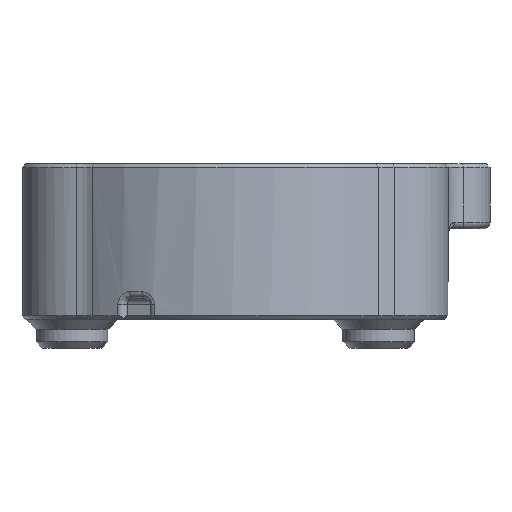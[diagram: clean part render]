
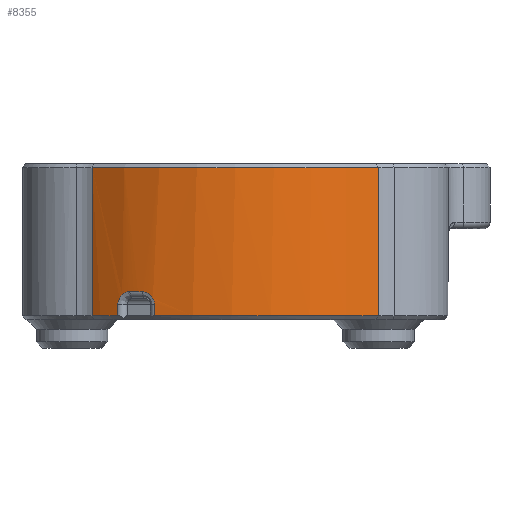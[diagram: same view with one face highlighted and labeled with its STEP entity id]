
A CAD part, left-side view. The second image highlights one B-rep face of the part: STEP entity #8355.
In plain terms, the highlighted cylindrical face has radius 35.44 mm (diameter 70.881 mm), a partial arc.
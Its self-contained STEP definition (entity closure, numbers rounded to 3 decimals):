
#289=B_SPLINE_CURVE_WITH_KNOTS('',3,(#13472,#13473,#13474,#13475,#13476),
 .UNSPECIFIED.,.F.,.F.,(4,1,4),(0.,0.136,0.318),
 .UNSPECIFIED.);
#291=B_SPLINE_CURVE_WITH_KNOTS('',3,(#13516,#13517,#13518,#13519,#13520),
 .UNSPECIFIED.,.F.,.F.,(4,1,4),(0.,0.135,0.315),
 .UNSPECIFIED.);
#382=B_SPLINE_CURVE_WITH_KNOTS('',3,(#17162,#17163,#17164,#17165),
 .UNSPECIFIED.,.F.,.F.,(4,4),(-2.34,-0.06),.UNSPECIFIED.);
#384=B_SPLINE_CURVE_WITH_KNOTS('',3,(#17172,#17173,#17174,#17175),
 .UNSPECIFIED.,.F.,.F.,(4,4),(0.06,2.34),.UNSPECIFIED.);
#610=CYLINDRICAL_SURFACE('',#8823,35.44);
#1276=FACE_OUTER_BOUND('',#1794,.T.);
#1794=EDGE_LOOP('',(#7555,#7556,#7557,#7558,#7559,#7560,#7561,#7562,#7563,
#7564));
#2383=LINE('',#13423,#3090);
#2384=LINE('',#13532,#3091);
#3090=VECTOR('',#9769,10.);
#3091=VECTOR('',#9784,10.);
#3338=CIRCLE('',#8639,35.44);
#3341=CIRCLE('',#8650,35.44);
#3423=CIRCLE('',#8806,35.44);
#3428=CIRCLE('',#8824,35.44);
#3992=VERTEX_POINT('',#13420);
#3993=VERTEX_POINT('',#13422);
#3995=VERTEX_POINT('',#13470);
#3997=VERTEX_POINT('',#13479);
#3999=VERTEX_POINT('',#13514);
#4001=VERTEX_POINT('',#13523);
#4009=VERTEX_POINT('',#13589);
#4175=VERTEX_POINT('',#16449);
#4176=VERTEX_POINT('',#16456);
#4193=VERTEX_POINT('',#17161);
#5003=EDGE_CURVE('',#3992,#3993,#2383,.T.);
#5007=EDGE_CURVE('',#3995,#3992,#289,.T.);
#5009=EDGE_CURVE('',#3997,#3995,#3338,.T.);
#5013=EDGE_CURVE('',#3999,#3997,#291,.T.);
#5015=EDGE_CURVE('',#4001,#3999,#2384,.T.);
#5030=EDGE_CURVE('',#3993,#4009,#3341,.T.);
#5305=EDGE_CURVE('',#4175,#4176,#3423,.T.);
#5349=EDGE_CURVE('',#4176,#4193,#382,.T.);
#5351=EDGE_CURVE('',#4193,#4001,#3428,.T.);
#5352=EDGE_CURVE('',#4009,#4175,#384,.T.);
#7555=ORIENTED_EDGE('',*,*,#5015,.F.);
#7556=ORIENTED_EDGE('',*,*,#5351,.F.);
#7557=ORIENTED_EDGE('',*,*,#5349,.F.);
#7558=ORIENTED_EDGE('',*,*,#5305,.F.);
#7559=ORIENTED_EDGE('',*,*,#5352,.F.);
#7560=ORIENTED_EDGE('',*,*,#5030,.F.);
#7561=ORIENTED_EDGE('',*,*,#5003,.F.);
#7562=ORIENTED_EDGE('',*,*,#5007,.F.);
#7563=ORIENTED_EDGE('',*,*,#5009,.F.);
#7564=ORIENTED_EDGE('',*,*,#5013,.F.);
#8355=ADVANCED_FACE('',(#1276),#610,.T.);
#8639=AXIS2_PLACEMENT_3D('',#13481,#9776,#9777);
#8650=AXIS2_PLACEMENT_3D('',#13590,#9805,#9806);
#8806=AXIS2_PLACEMENT_3D('',#16458,#10238,#10239);
#8823=AXIS2_PLACEMENT_3D('',#17170,#10293,#10294);
#8824=AXIS2_PLACEMENT_3D('',#17171,#10295,#10296);
#9769=DIRECTION('',(0.,0.,-1.));
#9776=DIRECTION('center_axis',(0.,0.,-1.));
#9777=DIRECTION('ref_axis',(-0.904,0.427,0.));
#9784=DIRECTION('',(0.,0.,1.));
#9805=DIRECTION('center_axis',(0.,0.,-1.));
#9806=DIRECTION('ref_axis',(-0.756,0.654,0.));
#10238=DIRECTION('center_axis',(0.,0.,1.));
#10239=DIRECTION('ref_axis',(-0.756,0.654,0.));
#10293=DIRECTION('center_axis',(0.,0.,1.));
#10294=DIRECTION('ref_axis',(-0.756,0.654,0.));
#10295=DIRECTION('center_axis',(0.,0.,-1.));
#10296=DIRECTION('ref_axis',(-0.756,0.654,0.));
#13420=CARTESIAN_POINT('',(-43.893,16.551,11.8));
#13422=CARTESIAN_POINT('',(-43.893,16.551,10.1));
#13423=CARTESIAN_POINT('',(-43.893,16.551,9.5));
#13470=CARTESIAN_POINT('',(-44.911,14.708,13.8));
#13472=CARTESIAN_POINT('Ctrl Pts',(-44.911,14.708,13.8));
#13473=CARTESIAN_POINT('Ctrl Pts',(-44.698,15.123,13.8));
#13474=CARTESIAN_POINT('Ctrl Pts',(-44.175,16.082,13.443));
#13475=CARTESIAN_POINT('Ctrl Pts',(-43.893,16.551,12.405));
#13476=CARTESIAN_POINT('Ctrl Pts',(-43.893,16.551,11.8));
#13479=CARTESIAN_POINT('',(-45.808,12.828,13.8));
#13481=CARTESIAN_POINT('Origin',(-13.391,-1.495,13.8));
#13514=CARTESIAN_POINT('',(-46.588,10.914,11.8));
#13516=CARTESIAN_POINT('Ctrl Pts',(-46.588,10.914,11.8));
#13517=CARTESIAN_POINT('Ctrl Pts',(-46.588,10.914,12.25));
#13518=CARTESIAN_POINT('Ctrl Pts',(-46.459,11.271,13.301));
#13519=CARTESIAN_POINT('Ctrl Pts',(-46.058,12.264,13.8));
#13520=CARTESIAN_POINT('Ctrl Pts',(-45.808,12.828,13.8));
#13523=CARTESIAN_POINT('',(-46.588,10.914,10.1));
#13532=CARTESIAN_POINT('',(-46.588,10.914,9.5));
#13589=CARTESIAN_POINT('',(-41.156,20.531,10.1));
#13590=CARTESIAN_POINT('Origin',(-13.391,-1.495,10.1));
#16449=CARTESIAN_POINT('',(-41.156,20.531,32.9));
#16456=CARTESIAN_POINT('',(-41.147,-23.532,32.9));
#16458=CARTESIAN_POINT('Origin',(-13.391,-1.495,32.9));
#17161=CARTESIAN_POINT('',(-41.147,-23.532,10.1));
#17162=CARTESIAN_POINT('Ctrl Pts',(-41.147,-23.532,
32.9));
#17163=CARTESIAN_POINT('Ctrl Pts',(-41.147,-23.532,
25.3));
#17164=CARTESIAN_POINT('Ctrl Pts',(-41.147,-23.532,
17.7));
#17165=CARTESIAN_POINT('Ctrl Pts',(-41.147,-23.532,
10.1));
#17170=CARTESIAN_POINT('Origin',(-13.391,-1.495,9.5));
#17171=CARTESIAN_POINT('Origin',(-13.391,-1.495,10.1));
#17172=CARTESIAN_POINT('Ctrl Pts',(-41.156,20.531,10.1));
#17173=CARTESIAN_POINT('Ctrl Pts',(-41.156,20.531,17.7));
#17174=CARTESIAN_POINT('Ctrl Pts',(-41.156,20.531,25.3));
#17175=CARTESIAN_POINT('Ctrl Pts',(-41.156,20.531,32.9));
